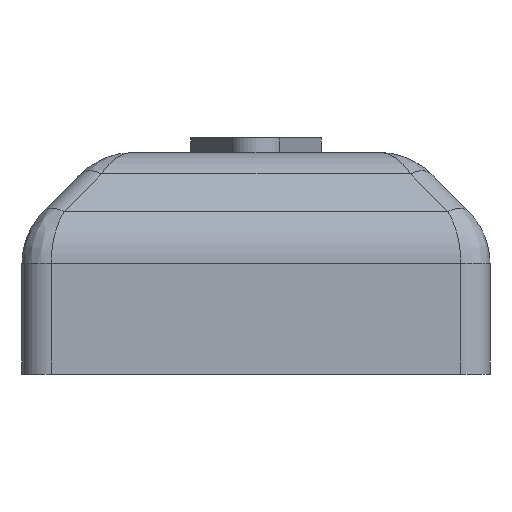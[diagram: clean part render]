
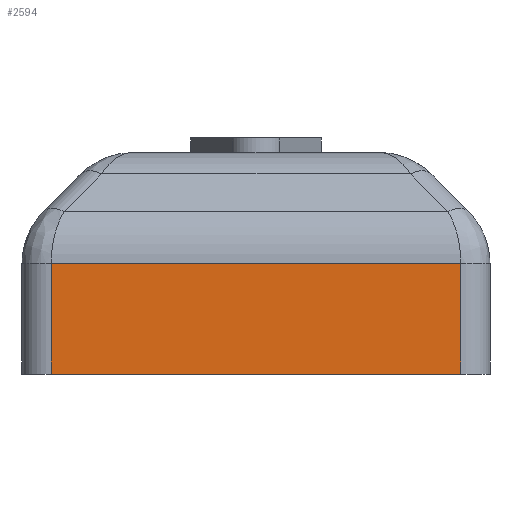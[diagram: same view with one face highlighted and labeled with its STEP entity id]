
A CAD part, left-side view. The second image highlights one B-rep face of the part: STEP entity #2594.
In plain terms, the highlighted planar face has unit normal (-1, 0, 0).
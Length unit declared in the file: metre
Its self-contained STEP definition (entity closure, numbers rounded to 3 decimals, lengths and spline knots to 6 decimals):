
#249=LINE('',#3911,#465);
#278=LINE('',#3971,#494);
#279=LINE('',#3974,#495);
#280=LINE('',#3975,#496);
#465=VECTOR('',#3122,1.);
#494=VECTOR('',#3161,1.);
#495=VECTOR('',#3162,1.);
#496=VECTOR('',#3163,1.);
#797=ORIENTED_EDGE('',*,*,#1499,.T.);
#798=ORIENTED_EDGE('',*,*,#1500,.T.);
#799=ORIENTED_EDGE('',*,*,#1468,.F.);
#800=ORIENTED_EDGE('',*,*,#1501,.T.);
#1468=EDGE_CURVE('',#1827,#1828,#249,.T.);
#1499=EDGE_CURVE('',#1854,#1855,#278,.F.);
#1500=EDGE_CURVE('',#1855,#1828,#279,.T.);
#1501=EDGE_CURVE('',#1827,#1854,#280,.F.);
#1827=VERTEX_POINT('',#3910);
#1828=VERTEX_POINT('',#3912);
#1854=VERTEX_POINT('',#3972);
#1855=VERTEX_POINT('',#3973);
#2093=EDGE_LOOP('',(#797,#798,#799,#800));
#2309=FACE_BOUND('',#2093,.T.);
#2513=PLANE('',#2810);
#2594=ADVANCED_FACE('',(#2309),#2513,.T.);
#2810=AXIS2_PLACEMENT_3D('',#3970,#3159,#3160);
#3122=DIRECTION('',(0.,1.,0.));
#3159=DIRECTION('',(-1.,0.,0.));
#3160=DIRECTION('',(0.,0.,1.));
#3161=DIRECTION('',(0.,-1.,0.));
#3162=DIRECTION('',(0.,0.,-1.));
#3163=DIRECTION('',(0.,0.,-1.));
#3910=CARTESIAN_POINT('',(-0.0465,-0.028,-0.021));
#3911=CARTESIAN_POINT('',(-0.0465,0.,-0.021));
#3912=CARTESIAN_POINT('',(-0.0465,0.028,-0.021));
#3970=CARTESIAN_POINT('',(-0.0465,0.,0.0093));
#3971=CARTESIAN_POINT('',(-0.0465,0.,-0.005842));
#3972=CARTESIAN_POINT('',(-0.0465,-0.028,-0.005842));
#3973=CARTESIAN_POINT('',(-0.0465,0.028,-0.005842));
#3974=CARTESIAN_POINT('',(-0.0465,0.028,0.0093));
#3975=CARTESIAN_POINT('',(-0.0465,-0.028,-0.005842));
